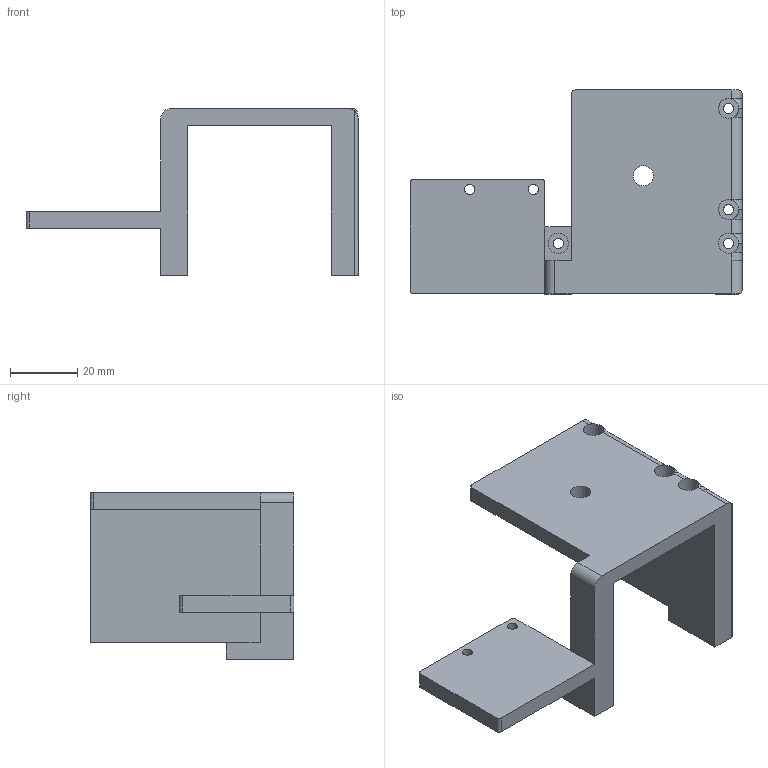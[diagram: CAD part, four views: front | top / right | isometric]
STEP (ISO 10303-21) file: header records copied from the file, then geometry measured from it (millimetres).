
FILE_DESCRIPTION(('FreeCAD Model'),'2;1');
FILE_NAME('Table Holder Base Endstop Y.step','2015-07-13T16:17:46',('Author'),(''), 'Open CASCADE STEP processor 6.8','FreeCAD','Unknown');
FILE_SCHEMA(('AUTOMOTIVE_DESIGN_CC2 { 1 2 10303 214 -1 1 5 4 }'));
Length unit declared in the file: millimetre
Products named in the file (1): Fillet
Bounding box: 98.5 x 60.47 x 49.5 mm (x, y, z)
Volume: 42364.6 mm3; surface area: 20765.5 mm2
Topology: 1 solids, 1 shells, 55 faces, 151 edges, 99 vertices
Faces by surface type: plane 26, cylinder 23, bspline 6
Full cylindrical faces by diameter (mm): 3 x6, 6 x5
Entity records: 4895 total; most frequent: CARTESIAN_POINT 1924, DIRECTION 529, LINE 321, VECTOR 321, ORIENTED_EDGE 302, PCURVE 302, DEFINITIONAL_REPRESENTATION 302, EDGE_CURVE 151
